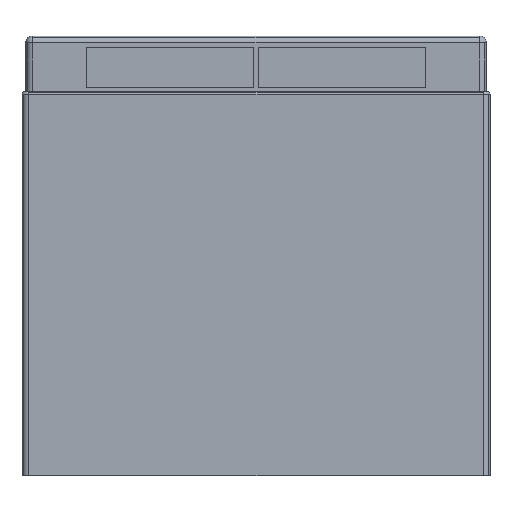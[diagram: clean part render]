
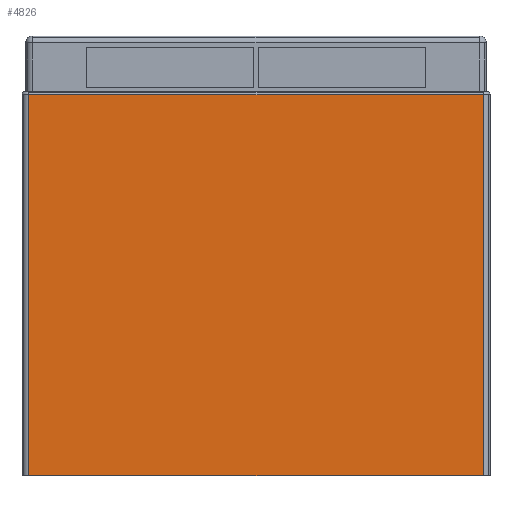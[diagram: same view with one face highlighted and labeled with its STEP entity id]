
A CAD part, front view. The second image highlights one B-rep face of the part: STEP entity #4826.
In plain terms, the highlighted planar face has unit normal (0, -1, 0).
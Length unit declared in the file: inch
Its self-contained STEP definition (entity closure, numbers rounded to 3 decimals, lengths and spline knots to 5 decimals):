
#230=CARTESIAN_POINT('',(-1.20366,-2.44934,0.0));
#231=VERTEX_POINT('',#230);
#239=CARTESIAN_POINT('',(-1.20366,-2.44934,5.7));
#240=VERTEX_POINT('',#239);
#241=CARTESIAN_POINT('',(-1.20366,-2.44934,0.0));
#242=DIRECTION('',(0.0,0.0,1.0));
#243=VECTOR('',#242,5.7);
#244=LINE('',#241,#243);
#245=EDGE_CURVE('',#231,#240,#244,.T.);
#4611=CARTESIAN_POINT('',(5.59634,-2.44934,5.7));
#4612=VERTEX_POINT('',#4611);
#4613=CARTESIAN_POINT('',(-1.20366,-2.44934,5.7));
#4614=DIRECTION('',(1.0,0.0,0.0));
#4615=VECTOR('',#4614,6.8);
#4616=LINE('',#4613,#4615);
#4617=EDGE_CURVE('',#240,#4612,#4616,.T.);
#4792=CARTESIAN_POINT('',(5.59634,-2.44934,0.0));
#4793=VERTEX_POINT('',#4792);
#4794=CARTESIAN_POINT('',(5.59634,-2.44934,5.7));
#4795=DIRECTION('',(0.0,0.0,-1.0));
#4796=VECTOR('',#4795,5.7);
#4797=LINE('',#4794,#4796);
#4798=EDGE_CURVE('',#4612,#4793,#4797,.T.);
#4810=CARTESIAN_POINT('',(5.69634,-2.44934,0.0));
#4811=DIRECTION('',(0.0,-1.0,0.0));
#4812=DIRECTION('',(0.0,0.0,-1.0));
#4813=AXIS2_PLACEMENT_3D('',#4810,#4811,#4812);
#4814=PLANE('',#4813);
#4815=ORIENTED_EDGE('',*,*,#4617,.F.);
#4816=ORIENTED_EDGE('',*,*,#245,.F.);
#4817=CARTESIAN_POINT('',(5.59634,-2.44934,0.0));
#4818=DIRECTION('',(-1.0,0.0,0.0));
#4819=VECTOR('',#4818,6.8);
#4820=LINE('',#4817,#4819);
#4821=EDGE_CURVE('',#4793,#231,#4820,.T.);
#4822=ORIENTED_EDGE('',*,*,#4821,.F.);
#4823=ORIENTED_EDGE('',*,*,#4798,.F.);
#4824=EDGE_LOOP('',(#4815,#4816,#4822,#4823));
#4825=FACE_OUTER_BOUND('',#4824,.T.);
#4826=ADVANCED_FACE('',(#4825),#4814,.T.);
